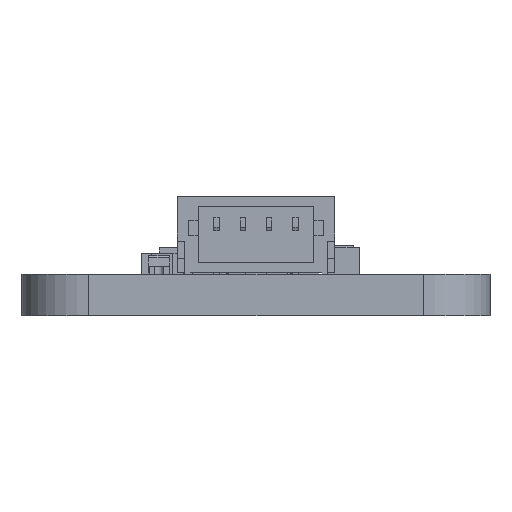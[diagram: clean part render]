
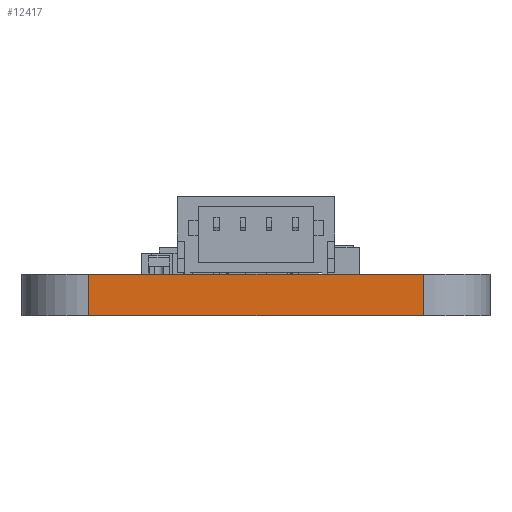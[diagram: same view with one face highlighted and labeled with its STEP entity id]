
A CAD part, left-side view. The second image highlights one B-rep face of the part: STEP entity #12417.
In plain terms, the highlighted planar face has unit normal (-1, 0, 0).
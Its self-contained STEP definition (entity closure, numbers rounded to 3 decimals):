
#208=PLANE('',#13304);
#820=FACE_OUTER_BOUND('',#1505,.T.);
#1505=EDGE_LOOP('',(#8524,#8525,#8526,#8527));
#2259=LINE('',#17664,#3809);
#2260=LINE('',#17667,#3810);
#2261=LINE('',#17669,#3811);
#2262=LINE('',#17670,#3812);
#3809=VECTOR('',#14330,10.);
#3810=VECTOR('',#14333,10.);
#3811=VECTOR('',#14334,10.);
#3812=VECTOR('',#14335,10.);
#5572=VERTEX_POINT('',#17660);
#5573=VERTEX_POINT('',#17662);
#5574=VERTEX_POINT('',#17666);
#5575=VERTEX_POINT('',#17668);
#6747=EDGE_CURVE('',#5572,#5573,#2259,.T.);
#6748=EDGE_CURVE('',#5574,#5572,#2260,.T.);
#6749=EDGE_CURVE('',#5575,#5573,#2261,.T.);
#6750=EDGE_CURVE('',#5574,#5575,#2262,.T.);
#8524=ORIENTED_EDGE('',*,*,#6748,.T.);
#8525=ORIENTED_EDGE('',*,*,#6747,.T.);
#8526=ORIENTED_EDGE('',*,*,#6749,.F.);
#8527=ORIENTED_EDGE('',*,*,#6750,.F.);
#12417=ADVANCED_FACE('',(#820),#208,.T.);
#13304=AXIS2_PLACEMENT_3D('',#17665,#14331,#14332);
#14330=DIRECTION('',(0.,0.,1.));
#14331=DIRECTION('center_axis',(-1.,0.,0.));
#14332=DIRECTION('ref_axis',(0.,-1.,0.));
#14333=DIRECTION('',(0.,-1.,0.));
#14334=DIRECTION('',(0.,-1.,0.));
#14335=DIRECTION('',(0.,0.,1.));
#17660=CARTESIAN_POINT('',(0.,2.54,0.));
#17662=CARTESIAN_POINT('',(0.,2.54,1.57));
#17664=CARTESIAN_POINT('',(0.,2.54,0.));
#17665=CARTESIAN_POINT('Origin',(0.,15.24,0.));
#17666=CARTESIAN_POINT('',(0.,15.24,0.));
#17667=CARTESIAN_POINT('',(0.,15.24,0.));
#17668=CARTESIAN_POINT('',(0.,15.24,1.57));
#17669=CARTESIAN_POINT('',(0.,15.24,1.57));
#17670=CARTESIAN_POINT('',(0.,15.24,0.));
